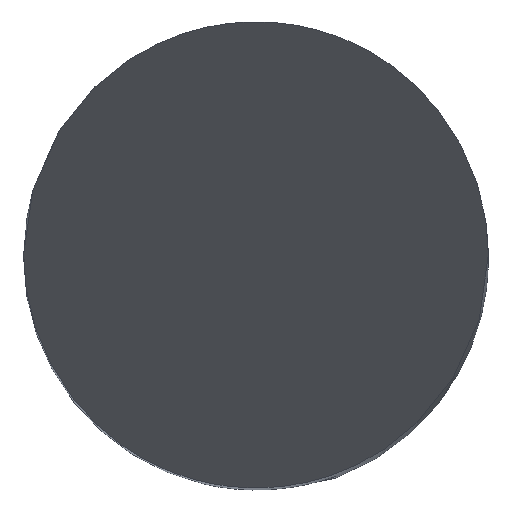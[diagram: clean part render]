
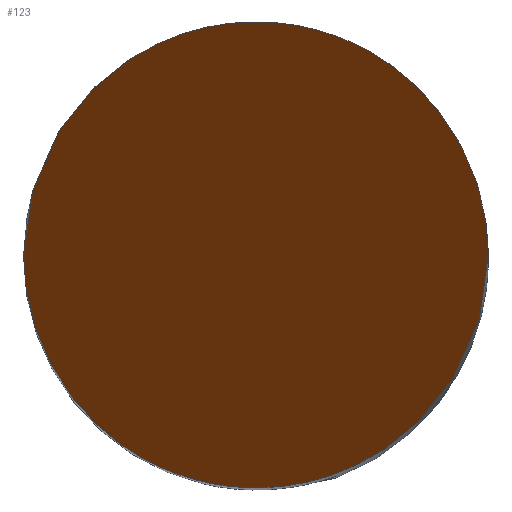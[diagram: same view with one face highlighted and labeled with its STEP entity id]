
A CAD part, top view. The second image highlights one B-rep face of the part: STEP entity #123.
In plain terms, the highlighted planar face has unit normal (0, -0.866, 0.5).
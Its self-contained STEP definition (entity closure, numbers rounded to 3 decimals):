
#123=ADVANCED_FACE('',(#160),#144,.F.);
#144=PLANE('',#487);
#160=FACE_OUTER_BOUND('',#184,.T.);
#184=EDGE_LOOP('',(#238,#239));
#238=ORIENTED_EDGE('',*,*,#360,.F.);
#239=ORIENTED_EDGE('',*,*,#368,.F.);
#321=VERTEX_POINT('',#629);
#322=VERTEX_POINT('',#634);
#360=EDGE_CURVE('',#321,#322,#429,.T.);
#368=EDGE_CURVE('',#322,#321,#432,.T.);
#429=(
BOUNDED_CURVE()
B_SPLINE_CURVE(3,(#630,#631,#632,#633),.UNSPECIFIED.,.F.,.F.)
B_SPLINE_CURVE_WITH_KNOTS((4,4),(0.,1.),.UNSPECIFIED.)
CURVE()
GEOMETRIC_REPRESENTATION_ITEM()
RATIONAL_B_SPLINE_CURVE((1.,0.333,0.333,1.))
REPRESENTATION_ITEM('')
);
#432=(
BOUNDED_CURVE()
B_SPLINE_CURVE(3,(#679,#680,#681,#682),.UNSPECIFIED.,.F.,.F.)
B_SPLINE_CURVE_WITH_KNOTS((4,4),(0.,1.),.UNSPECIFIED.)
CURVE()
GEOMETRIC_REPRESENTATION_ITEM()
RATIONAL_B_SPLINE_CURVE((1.,0.333,0.333,1.))
REPRESENTATION_ITEM('')
);
#487=AXIS2_PLACEMENT_3D('',#756,#545,#546);
#545=DIRECTION('',(0.,0.866,-0.5));
#546=DIRECTION('',(0.,-0.5,-0.866));
#629=CARTESIAN_POINT('',(-3.,0.,0.));
#630=CARTESIAN_POINT('',(-3.,0.,0.));
#631=CARTESIAN_POINT('',(-3.,6.,10.392));
#632=CARTESIAN_POINT('',(3.,6.,10.392));
#633=CARTESIAN_POINT('',(3.,0.,0.));
#634=CARTESIAN_POINT('',(3.,0.,0.));
#679=CARTESIAN_POINT('',(3.,0.,0.));
#680=CARTESIAN_POINT('',(3.,-6.,-10.392));
#681=CARTESIAN_POINT('',(-3.,-6.,-10.392));
#682=CARTESIAN_POINT('',(-3.,0.,0.));
#756=CARTESIAN_POINT('',(3.,3.,5.196));
